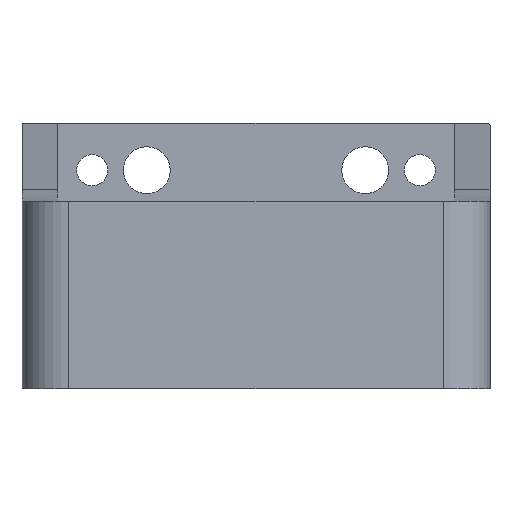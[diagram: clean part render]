
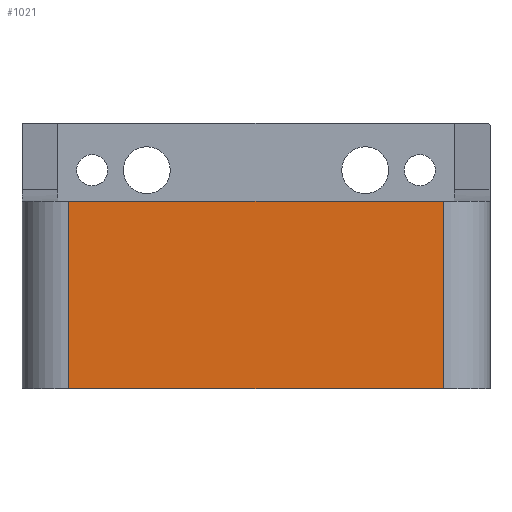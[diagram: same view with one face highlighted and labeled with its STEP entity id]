
A CAD part, front view. The second image highlights one B-rep face of the part: STEP entity #1021.
In plain terms, the highlighted planar face has unit normal (0, -1, 0).
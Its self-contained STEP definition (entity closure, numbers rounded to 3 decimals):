
#49=PLANE('',#1124);
#94=FACE_OUTER_BOUND('',#158,.T.);
#158=EDGE_LOOP('',(#852,#853,#854,#855));
#192=LINE('',#1495,#296);
#246=LINE('',#1653,#350);
#247=LINE('',#1657,#351);
#248=LINE('',#1658,#352);
#296=VECTOR('',#1197,24.);
#350=VECTOR('',#1347,12.);
#351=VECTOR('',#1352,12.);
#352=VECTOR('',#1353,24.);
#447=VERTEX_POINT('',#1492);
#448=VERTEX_POINT('',#1494);
#504=VERTEX_POINT('',#1652);
#505=VERTEX_POINT('',#1656);
#549=EDGE_CURVE('',#448,#447,#192,.T.);
#628=EDGE_CURVE('',#504,#448,#246,.T.);
#630=EDGE_CURVE('',#505,#447,#247,.T.);
#631=EDGE_CURVE('',#504,#505,#248,.T.);
#852=ORIENTED_EDGE('',*,*,#549,.T.);
#853=ORIENTED_EDGE('',*,*,#630,.F.);
#854=ORIENTED_EDGE('',*,*,#631,.F.);
#855=ORIENTED_EDGE('',*,*,#628,.T.);
#1021=ADVANCED_FACE('',(#94),#49,.T.);
#1124=AXIS2_PLACEMENT_3D('',#1655,#1350,#1351);
#1197=DIRECTION('',(-1.,0.,0.));
#1347=DIRECTION('',(0.,0.,1.));
#1350=DIRECTION('center_axis',(0.,-1.,0.));
#1351=DIRECTION('ref_axis',(0.,0.,1.));
#1352=DIRECTION('',(0.,0.,1.));
#1353=DIRECTION('',(-1.,0.,0.));
#1492=CARTESIAN_POINT('',(-12.,-77.,20.));
#1494=CARTESIAN_POINT('',(12.,-77.,20.));
#1495=CARTESIAN_POINT('',(12.,-77.,20.));
#1652=CARTESIAN_POINT('',(12.,-77.,8.));
#1653=CARTESIAN_POINT('',(12.,-77.,8.));
#1655=CARTESIAN_POINT('Origin',(-10.5,-77.,8.));
#1656=CARTESIAN_POINT('',(-12.,-77.,8.));
#1657=CARTESIAN_POINT('',(-12.,-77.,8.));
#1658=CARTESIAN_POINT('',(12.,-77.,8.));
